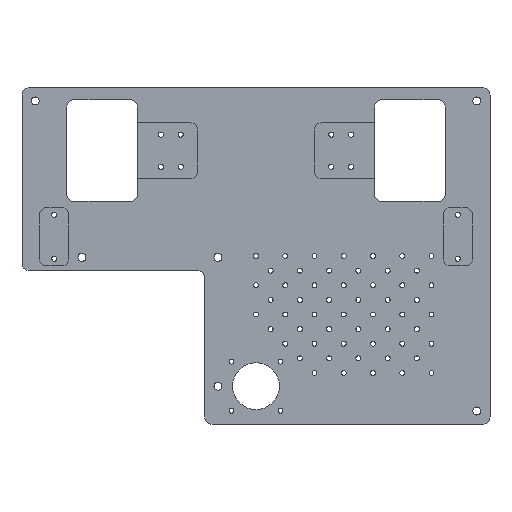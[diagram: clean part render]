
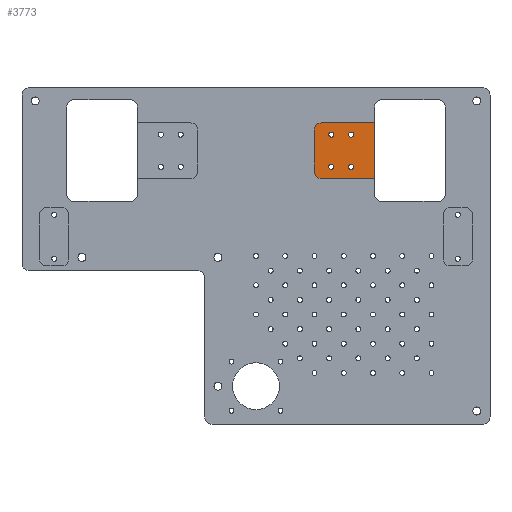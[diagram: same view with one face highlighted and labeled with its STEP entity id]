
A CAD part, top view. The second image highlights one B-rep face of the part: STEP entity #3773.
In plain terms, the highlighted planar face has unit normal (0, 0, 1).
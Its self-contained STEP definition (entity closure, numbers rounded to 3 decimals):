
#90=FACE_BOUND('',#519,.T.);
#91=FACE_BOUND('',#520,.T.);
#92=FACE_BOUND('',#521,.T.);
#93=FACE_BOUND('',#522,.T.);
#263=PLANE('',#4021);
#309=FACE_OUTER_BOUND('',#518,.T.);
#518=EDGE_LOOP('',(#2650,#2651,#2652,#2653,#2654,#2655));
#519=EDGE_LOOP('',(#2656));
#520=EDGE_LOOP('',(#2657));
#521=EDGE_LOOP('',(#2658));
#522=EDGE_LOOP('',(#2659));
#909=LINE('',#5846,#1174);
#913=LINE('',#5858,#1178);
#914=LINE('',#5860,#1179);
#915=LINE('',#5861,#1180);
#1174=VECTOR('',#4598,10.);
#1178=VECTOR('',#4610,10.);
#1179=VECTOR('',#4611,10.);
#1180=VECTOR('',#4612,10.);
#1416=CIRCLE('',#4015,5.);
#1418=CIRCLE('',#4019,5.);
#1420=CIRCLE('',#4022,1.75);
#1421=CIRCLE('',#4023,1.75);
#1422=CIRCLE('',#4024,1.75);
#1423=CIRCLE('',#4025,1.75);
#1717=VERTEX_POINT('',#5836);
#1718=VERTEX_POINT('',#5837);
#1721=VERTEX_POINT('',#5845);
#1723=VERTEX_POINT('',#5851);
#1725=VERTEX_POINT('',#5857);
#1726=VERTEX_POINT('',#5859);
#1727=VERTEX_POINT('',#5862);
#1728=VERTEX_POINT('',#5864);
#1729=VERTEX_POINT('',#5866);
#1730=VERTEX_POINT('',#5868);
#2075=EDGE_CURVE('',#1717,#1718,#1416,.T.);
#2079=EDGE_CURVE('',#1721,#1717,#909,.T.);
#2082=EDGE_CURVE('',#1723,#1721,#1418,.T.);
#2085=EDGE_CURVE('',#1718,#1725,#913,.T.);
#2086=EDGE_CURVE('',#1726,#1725,#914,.T.);
#2087=EDGE_CURVE('',#1726,#1723,#915,.T.);
#2088=EDGE_CURVE('',#1727,#1727,#1420,.T.);
#2089=EDGE_CURVE('',#1728,#1728,#1421,.T.);
#2090=EDGE_CURVE('',#1729,#1729,#1422,.T.);
#2091=EDGE_CURVE('',#1730,#1730,#1423,.T.);
#2650=ORIENTED_EDGE('',*,*,#2075,.T.);
#2651=ORIENTED_EDGE('',*,*,#2085,.T.);
#2652=ORIENTED_EDGE('',*,*,#2086,.F.);
#2653=ORIENTED_EDGE('',*,*,#2087,.T.);
#2654=ORIENTED_EDGE('',*,*,#2082,.T.);
#2655=ORIENTED_EDGE('',*,*,#2079,.T.);
#2656=ORIENTED_EDGE('',*,*,#2088,.T.);
#2657=ORIENTED_EDGE('',*,*,#2089,.T.);
#2658=ORIENTED_EDGE('',*,*,#2090,.T.);
#2659=ORIENTED_EDGE('',*,*,#2091,.T.);
#3773=ADVANCED_FACE('',(#309,#90,#91,#92,#93),#263,.F.);
#4015=AXIS2_PLACEMENT_3D('',#5838,#4590,#4591);
#4019=AXIS2_PLACEMENT_3D('',#5852,#4603,#4604);
#4021=AXIS2_PLACEMENT_3D('',#5856,#4608,#4609);
#4022=AXIS2_PLACEMENT_3D('',#5863,#4613,#4614);
#4023=AXIS2_PLACEMENT_3D('',#5865,#4615,#4616);
#4024=AXIS2_PLACEMENT_3D('',#5867,#4617,#4618);
#4025=AXIS2_PLACEMENT_3D('',#5869,#4619,#4620);
#4590=DIRECTION('center_axis',(0.,0.,1.));
#4591=DIRECTION('ref_axis',(-0.707,-0.707,0.));
#4598=DIRECTION('',(0.,-1.,0.));
#4603=DIRECTION('center_axis',(0.,0.,1.));
#4604=DIRECTION('ref_axis',(-0.707,0.707,0.));
#4608=DIRECTION('center_axis',(0.,0.,-1.));
#4609=DIRECTION('ref_axis',(-1.,0.,0.));
#4610=DIRECTION('',(1.,0.,0.));
#4611=DIRECTION('',(0.,-1.,0.));
#4612=DIRECTION('',(-1.,0.,0.));
#4613=DIRECTION('center_axis',(0.,0.,-1.));
#4614=DIRECTION('ref_axis',(-1.,0.,0.));
#4615=DIRECTION('center_axis',(0.,0.,-1.));
#4616=DIRECTION('ref_axis',(-1.,0.,0.));
#4617=DIRECTION('center_axis',(0.,0.,-1.));
#4618=DIRECTION('ref_axis',(-1.,0.,0.));
#4619=DIRECTION('center_axis',(0.,0.,-1.));
#4620=DIRECTION('ref_axis',(-1.,0.,0.));
#5836=CARTESIAN_POINT('',(39.75,58.,18.512));
#5837=CARTESIAN_POINT('',(44.75,53.,18.512));
#5838=CARTESIAN_POINT('Origin',(44.75,58.,18.512));
#5845=CARTESIAN_POINT('',(39.75,86.,18.512));
#5846=CARTESIAN_POINT('',(39.75,26.5,18.512));
#5851=CARTESIAN_POINT('',(44.75,91.,18.512));
#5852=CARTESIAN_POINT('Origin',(44.75,86.,18.512));
#5856=CARTESIAN_POINT('Origin',(0.,0.,
18.512));
#5857=CARTESIAN_POINT('',(81.,53.,18.512));
#5858=CARTESIAN_POINT('',(38.375,53.,18.512));
#5859=CARTESIAN_POINT('',(81.,91.,18.512));
#5860=CARTESIAN_POINT('',(81.,45.143,18.512));
#5861=CARTESIAN_POINT('',(19.875,91.,18.512));
#5862=CARTESIAN_POINT('',(53.25,61.,18.512));
#5863=CARTESIAN_POINT('Origin',(51.5,61.,18.512));
#5864=CARTESIAN_POINT('',(53.25,83.,18.512));
#5865=CARTESIAN_POINT('Origin',(51.5,83.,18.512));
#5866=CARTESIAN_POINT('',(66.75,83.,18.512));
#5867=CARTESIAN_POINT('Origin',(65.,83.,18.512));
#5868=CARTESIAN_POINT('',(66.75,61.,18.512));
#5869=CARTESIAN_POINT('Origin',(65.,61.,18.512));
